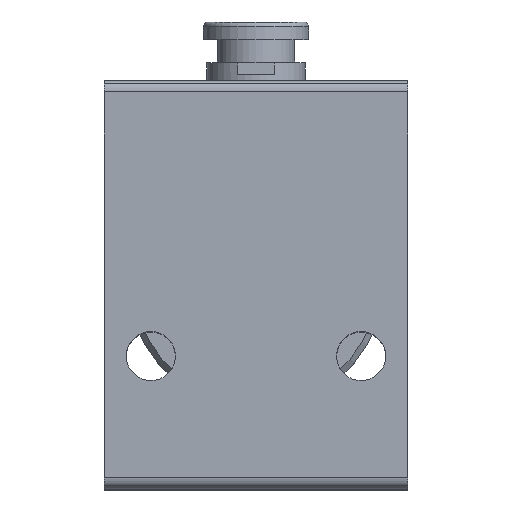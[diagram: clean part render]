
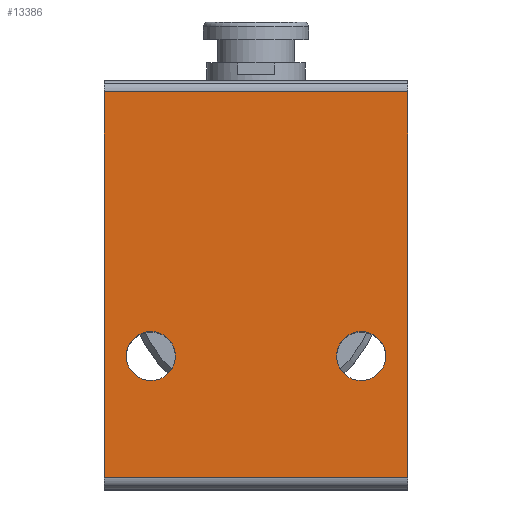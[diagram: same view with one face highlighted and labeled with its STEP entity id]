
A CAD part, top view. The second image highlights one B-rep face of the part: STEP entity #13386.
In plain terms, the highlighted face is planar.
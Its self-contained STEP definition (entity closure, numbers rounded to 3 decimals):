
#313=CARTESIAN_POINT('',(-11.,-6.25,-5.5));
#314=VERTEX_POINT('',#313);
#323=CARTESIAN_POINT('',(-11.,-6.25,-9.7));
#324=VERTEX_POINT('',#323);
#325=CARTESIAN_POINT('',(-11.,-6.25,-7.6));
#326=DIRECTION('',(0.0,1.0,0.0));
#327=DIRECTION('',(0.0,0.0,1.0));
#328=AXIS2_PLACEMENT_3D('',#325,#326,#327);
#329=CIRCLE('',#328,2.1);
#330=EDGE_CURVE('',#324,#314,#329,.T.);
#4045=CARTESIAN_POINT('',(7.0,-6.25,-5.5));
#4046=VERTEX_POINT('',#4045);
#4055=CARTESIAN_POINT('',(7.0,-6.25,-9.7));
#4056=VERTEX_POINT('',#4055);
#4057=CARTESIAN_POINT('',(7.0,-6.25,-7.6));
#4058=DIRECTION('',(0.0,1.0,0.0));
#4059=DIRECTION('',(0.0,0.0,1.0));
#4060=AXIS2_PLACEMENT_3D('',#4057,#4058,#4059);
#4061=CIRCLE('',#4060,2.1);
#4062=EDGE_CURVE('',#4056,#4046,#4061,.T.);
#9012=CARTESIAN_POINT('',(11.0,-6.25,15.));
#9013=VERTEX_POINT('',#9012);
#9021=CARTESIAN_POINT('',(11.0,-6.25,-18.));
#9022=VERTEX_POINT('',#9021);
#9023=CARTESIAN_POINT('',(11.0,-6.25,-18.));
#9024=DIRECTION('',(0.0,0.0,1.0));
#9025=VECTOR('',#9024,33.);
#9026=LINE('',#9023,#9025);
#9027=EDGE_CURVE('',#9022,#9013,#9026,.T.);
#11368=CARTESIAN_POINT('',(-15.0,-6.25,-18.));
#11369=VERTEX_POINT('',#11368);
#11377=CARTESIAN_POINT('',(-15.0,-6.25,15.));
#11378=VERTEX_POINT('',#11377);
#11379=CARTESIAN_POINT('',(-15.0,-6.25,15.));
#11380=DIRECTION('',(0.0,0.0,-1.0));
#11381=VECTOR('',#11380,33.);
#11382=LINE('',#11379,#11381);
#11383=EDGE_CURVE('',#11378,#11369,#11382,.T.);
#11550=CARTESIAN_POINT('',(7.0,-6.25,-7.6));
#11551=DIRECTION('',(0.0,1.0,0.0));
#11552=DIRECTION('',(0.0,0.0,1.0));
#11553=AXIS2_PLACEMENT_3D('',#11550,#11551,#11552);
#11554=CIRCLE('',#11553,2.1);
#11555=EDGE_CURVE('',#4046,#4056,#11554,.T.);
#11715=CARTESIAN_POINT('',(11.0,-6.25,-18.));
#11716=DIRECTION('',(-1.0,0.0,0.0));
#11717=VECTOR('',#11716,26.0);
#11718=LINE('',#11715,#11717);
#11719=EDGE_CURVE('',#9022,#11369,#11718,.T.);
#11761=CARTESIAN_POINT('',(-15.0,-6.25,15.));
#11762=DIRECTION('',(1.0,0.0,0.0));
#11763=VECTOR('',#11762,26.0);
#11764=LINE('',#11761,#11763);
#11765=EDGE_CURVE('',#11378,#9013,#11764,.T.);
#13357=CARTESIAN_POINT('',(-11.,-6.25,-7.6));
#13358=DIRECTION('',(0.0,1.0,0.0));
#13359=DIRECTION('',(0.0,0.0,1.0));
#13360=AXIS2_PLACEMENT_3D('',#13357,#13358,#13359);
#13361=CIRCLE('',#13360,2.1);
#13362=EDGE_CURVE('',#314,#324,#13361,.T.);
#13367=CARTESIAN_POINT('',(-2.,-6.25,-1.5));
#13368=DIRECTION('',(0.0,1.0,0.0));
#13369=DIRECTION('',(0.0,0.0,1.0));
#13370=AXIS2_PLACEMENT_3D('',#13367,#13368,#13369);
#13371=PLANE('',#13370);
#13372=ORIENTED_EDGE('',*,*,#11719,.F.);
#13373=ORIENTED_EDGE('',*,*,#9027,.T.);
#13374=ORIENTED_EDGE('',*,*,#11765,.F.);
#13375=ORIENTED_EDGE('',*,*,#11383,.T.);
#13376=EDGE_LOOP('',(#13372,#13373,#13374,#13375));
#13377=FACE_OUTER_BOUND('',#13376,.T.);
#13378=ORIENTED_EDGE('',*,*,#4062,.T.);
#13379=ORIENTED_EDGE('',*,*,#11555,.T.);
#13380=EDGE_LOOP('',(#13378,#13379));
#13381=FACE_BOUND('',#13380,.T.);
#13382=ORIENTED_EDGE('',*,*,#330,.T.);
#13383=ORIENTED_EDGE('',*,*,#13362,.T.);
#13384=EDGE_LOOP('',(#13382,#13383));
#13385=FACE_BOUND('',#13384,.T.);
#13386=ADVANCED_FACE('',(#13377,#13381,#13385),#13371,.F.);
